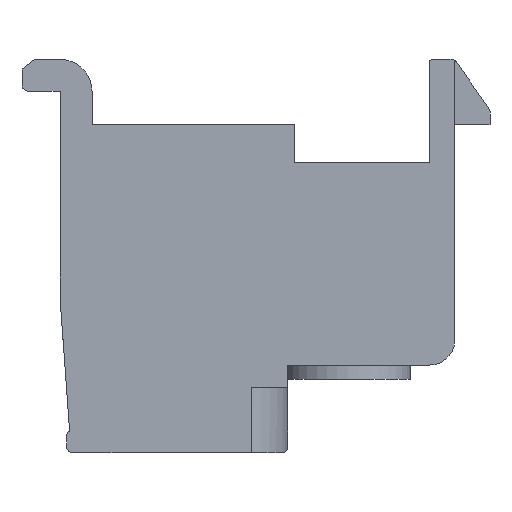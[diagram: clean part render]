
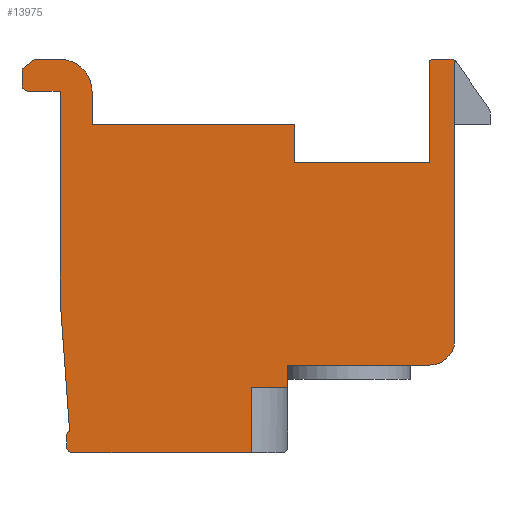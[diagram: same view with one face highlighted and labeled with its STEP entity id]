
A CAD part, front view. The second image highlights one B-rep face of the part: STEP entity #13975.
In plain terms, the highlighted planar face has unit normal (0, -1, 0).
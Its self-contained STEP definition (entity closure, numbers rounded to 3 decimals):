
#1=CARTESIAN_POINT('',(5.45,0.,-2.625));
#2=DIRECTION('',(0.,1.,0.));
#3=DIRECTION('',(1.,0.,0.));
#4=AXIS2_PLACEMENT_3D('',#1,#2,#3);
#6=DIRECTION('',(-1.,0.,0.));
#7=VECTOR('',#6,4.45);
#8=CARTESIAN_POINT('',(5.45,0.,-3.425));
#9=LINE('',#8,#7);
#10=DIRECTION('',(0.,0.,-1.));
#11=VECTOR('',#10,0.7);
#12=CARTESIAN_POINT('',(1.,0.,-3.425));
#13=LINE('',#12,#11);
#14=DIRECTION('',(1.,0.,0.));
#15=VECTOR('',#14,1.15);
#16=CARTESIAN_POINT('',(-0.15,0.,-4.125));
#17=LINE('',#16,#15);
#18=DIRECTION('',(0.,0.,1.));
#19=VECTOR('',#18,2.05);
#20=CARTESIAN_POINT('',(-0.15,0.,-6.175));
#21=LINE('',#20,#19);
#22=DIRECTION('',(-1.,0.,0.));
#23=VECTOR('',#22,5.6);
#24=CARTESIAN_POINT('',(-0.15,0.,-6.175));
#25=LINE('',#24,#23);
#26=CARTESIAN_POINT('',(-5.75,0.,-5.975));
#27=DIRECTION('',(0.,1.,0.));
#28=DIRECTION('',(0.,0.,-1.));
#29=AXIS2_PLACEMENT_3D('',#26,#27,#28);
#31=DIRECTION('',(0.,0.,1.));
#32=VECTOR('',#31,0.3);
#33=CARTESIAN_POINT('',(-5.95,0.,-5.975));
#34=LINE('',#33,#32);
#35=CARTESIAN_POINT('',(-5.75,0.,-5.675));
#36=DIRECTION('',(0.,1.,0.));
#37=DIRECTION('',(-1.,0.,0.));
#38=AXIS2_PLACEMENT_3D('',#35,#36,#37);
#40=DIRECTION('',(-0.072,0.,0.997));
#41=VECTOR('',#40,4.13);
#42=CARTESIAN_POINT('',(-5.854,0.,-5.504));
#43=LINE('',#42,#41);
#44=DIRECTION('',(0.,0.,1.));
#45=VECTOR('',#44,6.56);
#46=CARTESIAN_POINT('',(-6.15,0.,-1.385));
#47=LINE('',#46,#45);
#48=DIRECTION('',(-1.,0.,0.));
#49=VECTOR('',#48,1.);
#50=CARTESIAN_POINT('',(-6.15,0.,5.175));
#51=LINE('',#50,#49);
#52=CARTESIAN_POINT('',(-7.15,0.,5.375));
#53=DIRECTION('',(0.,1.,0.));
#54=DIRECTION('',(0.,0.,-1.));
#55=AXIS2_PLACEMENT_3D('',#52,#53,#54);
#57=DIRECTION('',(0.,0.,1.));
#58=VECTOR('',#57,0.5);
#59=CARTESIAN_POINT('',(-7.35,0.,5.375));
#60=LINE('',#59,#58);
#61=DIRECTION('',(0.785,0.,0.619));
#62=VECTOR('',#61,0.485);
#63=CARTESIAN_POINT('',(-7.35,0.,5.875));
#64=LINE('',#63,#62);
#65=DIRECTION('',(1.,0.,0.));
#66=VECTOR('',#65,0.819);
#67=CARTESIAN_POINT('',(-6.969,0.,6.175));
#68=LINE('',#67,#66);
#69=CARTESIAN_POINT('',(-6.15,0.,5.175));
#70=DIRECTION('',(0.,1.,0.));
#71=DIRECTION('',(0.,0.,1.));
#72=AXIS2_PLACEMENT_3D('',#69,#70,#71);
#74=DIRECTION('',(0.,0.,-1.));
#75=VECTOR('',#74,1.05);
#76=CARTESIAN_POINT('',(-5.15,0.,5.175));
#77=LINE('',#76,#75);
#78=DIRECTION('',(1.,0.,0.));
#79=VECTOR('',#78,6.35);
#80=CARTESIAN_POINT('',(-5.15,0.,4.125));
#81=LINE('',#80,#79);
#82=DIRECTION('',(0.,0.,-1.));
#83=VECTOR('',#82,1.2);
#84=CARTESIAN_POINT('',(1.2,0.,4.125));
#85=LINE('',#84,#83);
#86=DIRECTION('',(1.,0.,0.));
#87=VECTOR('',#86,4.25);
#88=CARTESIAN_POINT('',(1.2,0.,2.925));
#89=LINE('',#88,#87);
#90=DIRECTION('',(0.,0.,1.));
#91=VECTOR('',#90,3.213);
#92=CARTESIAN_POINT('',(5.45,0.,2.925));
#93=LINE('',#92,#91);
#94=CARTESIAN_POINT('',(5.565,0.,5.975));
#95=DIRECTION('',(0.,1.,0.));
#96=DIRECTION('',(-0.577,0.,0.816));
#97=AXIS2_PLACEMENT_3D('',#94,#95,#96);
#99=DIRECTION('',(1.,0.,0.));
#100=VECTOR('',#99,0.626);
#101=CARTESIAN_POINT('',(5.565,0.,6.175));
#102=LINE('',#101,#100);
#103=CARTESIAN_POINT('',(6.127,0.,5.986));
#104=DIRECTION('',(0.,1.,0.));
#105=DIRECTION('',(0.32,0.,0.947));
#106=AXIS2_PLACEMENT_3D('',#103,#104,#105);
#116=DIRECTION('',(0.,0.,1.));
#117=VECTOR('',#116,8.768);
#118=CARTESIAN_POINT('',(6.25,0.,-2.625));
#119=LINE('',#118,#117);
#10653=CARTESIAN_POINT('',(6.25,0.,-2.625));
#10654=CARTESIAN_POINT('',(5.45,0.,-3.425));
#10655=VERTEX_POINT('',#10653);
#10656=VERTEX_POINT('',#10654);
#10657=CARTESIAN_POINT('',(1.,0.,-3.425));
#10658=VERTEX_POINT('',#10657);
#10659=CARTESIAN_POINT('',(-5.75,0.,-6.175));
#10660=CARTESIAN_POINT('',(-5.95,0.,-5.975));
#10661=VERTEX_POINT('',#10659);
#10662=VERTEX_POINT('',#10660);
#10663=CARTESIAN_POINT('',(-5.95,0.,-5.675));
#10664=VERTEX_POINT('',#10663);
#10665=CARTESIAN_POINT('',(-5.854,0.,-5.504));
#10666=VERTEX_POINT('',#10665);
#10667=CARTESIAN_POINT('',(-6.15,0.,-1.385));
#10668=VERTEX_POINT('',#10667);
#10669=CARTESIAN_POINT('',(-6.15,0.,5.175));
#10670=VERTEX_POINT('',#10669);
#10671=CARTESIAN_POINT('',(-7.15,0.,5.175));
#10672=VERTEX_POINT('',#10671);
#10673=CARTESIAN_POINT('',(-7.35,0.,5.375));
#10674=VERTEX_POINT('',#10673);
#10675=CARTESIAN_POINT('',(-7.35,0.,5.875));
#10676=VERTEX_POINT('',#10675);
#10677=CARTESIAN_POINT('',(-6.969,0.,6.175));
#10678=VERTEX_POINT('',#10677);
#10679=CARTESIAN_POINT('',(-6.15,0.,6.175));
#10680=VERTEX_POINT('',#10679);
#10681=CARTESIAN_POINT('',(-5.15,0.,5.175));
#10682=VERTEX_POINT('',#10681);
#10683=CARTESIAN_POINT('',(-5.15,0.,4.125));
#10684=VERTEX_POINT('',#10683);
#10685=CARTESIAN_POINT('',(1.2,0.,4.125));
#10686=VERTEX_POINT('',#10685);
#10687=CARTESIAN_POINT('',(1.2,0.,2.925));
#10688=VERTEX_POINT('',#10687);
#10689=CARTESIAN_POINT('',(5.45,0.,2.925));
#10690=VERTEX_POINT('',#10689);
#10691=CARTESIAN_POINT('',(5.45,0.,6.138));
#10692=VERTEX_POINT('',#10691);
#10693=CARTESIAN_POINT('',(5.565,0.,6.175));
#10694=VERTEX_POINT('',#10693);
#10695=CARTESIAN_POINT('',(6.191,0.,6.175));
#10696=VERTEX_POINT('',#10695);
#11297=CARTESIAN_POINT('',(-0.15,0.,-6.175));
#11298=CARTESIAN_POINT('',(-0.15,0.,-4.125));
#11299=VERTEX_POINT('',#11297);
#11300=VERTEX_POINT('',#11298);
#11301=CARTESIAN_POINT('',(1.,0.,-4.125));
#11302=VERTEX_POINT('',#11301);
#11321=CARTESIAN_POINT('',(6.25,0.,6.143));
#11323=VERTEX_POINT('',#11321);
#13916=CARTESIAN_POINT('',(0.,0.,0.));
#13917=DIRECTION('',(0.,1.,0.));
#13918=DIRECTION('',(1.,0.,0.));
#13919=AXIS2_PLACEMENT_3D('',#13916,#13917,#13918);
#13920=PLANE('',#13919);
#13922=ORIENTED_EDGE('',*,*,#13921,.F.);
#13924=ORIENTED_EDGE('',*,*,#13923,.T.);
#13926=ORIENTED_EDGE('',*,*,#13925,.T.);
#13928=ORIENTED_EDGE('',*,*,#13927,.T.);
#13930=ORIENTED_EDGE('',*,*,#13929,.F.);
#13932=ORIENTED_EDGE('',*,*,#13931,.F.);
#13934=ORIENTED_EDGE('',*,*,#13933,.T.);
#13936=ORIENTED_EDGE('',*,*,#13935,.T.);
#13938=ORIENTED_EDGE('',*,*,#13937,.T.);
#13940=ORIENTED_EDGE('',*,*,#13939,.T.);
#13942=ORIENTED_EDGE('',*,*,#13941,.T.);
#13944=ORIENTED_EDGE('',*,*,#13943,.T.);
#13946=ORIENTED_EDGE('',*,*,#13945,.T.);
#13948=ORIENTED_EDGE('',*,*,#13947,.T.);
#13950=ORIENTED_EDGE('',*,*,#13949,.T.);
#13952=ORIENTED_EDGE('',*,*,#13951,.T.);
#13954=ORIENTED_EDGE('',*,*,#13953,.T.);
#13956=ORIENTED_EDGE('',*,*,#13955,.T.);
#13958=ORIENTED_EDGE('',*,*,#13957,.T.);
#13960=ORIENTED_EDGE('',*,*,#13959,.T.);
#13962=ORIENTED_EDGE('',*,*,#13961,.T.);
#13964=ORIENTED_EDGE('',*,*,#13963,.T.);
#13966=ORIENTED_EDGE('',*,*,#13965,.T.);
#13968=ORIENTED_EDGE('',*,*,#13967,.T.);
#13970=ORIENTED_EDGE('',*,*,#13969,.T.);
#13972=ORIENTED_EDGE('',*,*,#13971,.T.);
#13973=EDGE_LOOP('',(#13922,#13924,#13926,#13928,#13930,#13932,#13934,#13936,
#13938,#13940,#13942,#13944,#13946,#13948,#13950,#13952,#13954,#13956,#13958,
#13960,#13962,#13964,#13966,#13968,#13970,#13972));
#13974=FACE_OUTER_BOUND('',#13973,.F.);
#13975=ADVANCED_FACE('',(#13974),#13920,.F.);
#5=CIRCLE('',#4,0.8);
#30=CIRCLE('',#29,0.2);
#39=CIRCLE('',#38,0.2);
#56=CIRCLE('',#55,0.2);
#73=CIRCLE('',#72,1.);
#98=CIRCLE('',#97,0.2);
#107=CIRCLE('',#106,0.2);
#13921=EDGE_CURVE('',#10655,#11323,#119,.T.);
#13923=EDGE_CURVE('',#10655,#10656,#5,.T.);
#13925=EDGE_CURVE('',#10656,#10658,#9,.T.);
#13927=EDGE_CURVE('',#10658,#11302,#13,.T.);
#13929=EDGE_CURVE('',#11300,#11302,#17,.T.);
#13931=EDGE_CURVE('',#11299,#11300,#21,.T.);
#13933=EDGE_CURVE('',#11299,#10661,#25,.T.);
#13935=EDGE_CURVE('',#10661,#10662,#30,.T.);
#13937=EDGE_CURVE('',#10662,#10664,#34,.T.);
#13939=EDGE_CURVE('',#10664,#10666,#39,.T.);
#13941=EDGE_CURVE('',#10666,#10668,#43,.T.);
#13943=EDGE_CURVE('',#10668,#10670,#47,.T.);
#13945=EDGE_CURVE('',#10670,#10672,#51,.T.);
#13947=EDGE_CURVE('',#10672,#10674,#56,.T.);
#13949=EDGE_CURVE('',#10674,#10676,#60,.T.);
#13951=EDGE_CURVE('',#10676,#10678,#64,.T.);
#13953=EDGE_CURVE('',#10678,#10680,#68,.T.);
#13955=EDGE_CURVE('',#10680,#10682,#73,.T.);
#13957=EDGE_CURVE('',#10682,#10684,#77,.T.);
#13959=EDGE_CURVE('',#10684,#10686,#81,.T.);
#13961=EDGE_CURVE('',#10686,#10688,#85,.T.);
#13963=EDGE_CURVE('',#10688,#10690,#89,.T.);
#13965=EDGE_CURVE('',#10690,#10692,#93,.T.);
#13967=EDGE_CURVE('',#10692,#10694,#98,.T.);
#13969=EDGE_CURVE('',#10694,#10696,#102,.T.);
#13971=EDGE_CURVE('',#10696,#11323,#107,.T.);
